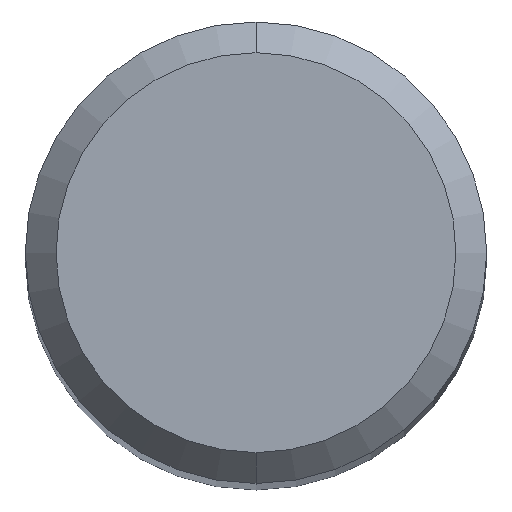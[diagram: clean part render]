
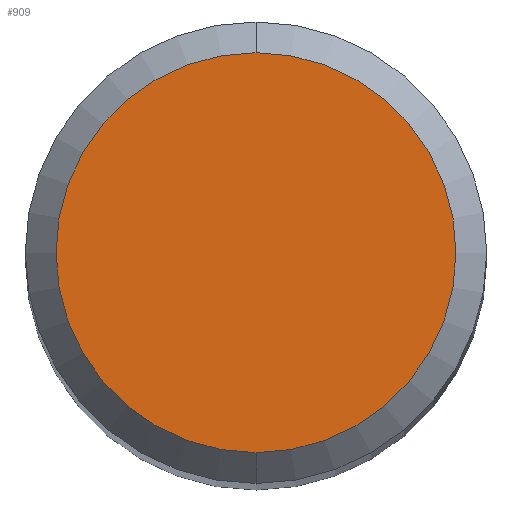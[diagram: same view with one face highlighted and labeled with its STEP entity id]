
A CAD part, top view. The second image highlights one B-rep face of the part: STEP entity #909.
In plain terms, the highlighted planar face has unit normal (0, 0, 1).
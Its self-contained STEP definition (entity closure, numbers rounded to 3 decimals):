
#479=VERTEX_POINT('',#1102);
#785=EDGE_CURVE('',#479,#827,#1437,.T.);
#827=VERTEX_POINT('',#1483);
#891=EDGE_CURVE('',#827,#479,#1553,.T.);
#909=ADVANCED_FACE('',(#1574),#1575,.T.);
#1102=CARTESIAN_POINT('',(0.,-2.6,0.0));
#1437=CIRCLE('',#6065,2.6);
#1483=CARTESIAN_POINT('',(0.0,2.6,0.0));
#1553=CIRCLE('',#6361,2.6);
#1574=FACE_OUTER_BOUND('',#6404,.T.);
#1575=PLANE('',#6405);
#6065=AXIS2_PLACEMENT_3D('',#7007,#7008,#7009);
#6361=AXIS2_PLACEMENT_3D('',#7120,#7121,#7122);
#6404=EDGE_LOOP('',(#7168,#7169));
#6405=AXIS2_PLACEMENT_3D('',#7170,#7171,#7172);
#7007=CARTESIAN_POINT('',(0.0,0.0,0.0));
#7008=DIRECTION('',(0.0,0.0,-1.0));
#7009=DIRECTION('',(0.0,1.0,0.0));
#7120=CARTESIAN_POINT('',(0.0,0.0,0.0));
#7121=DIRECTION('',(0.0,0.0,-1.0));
#7122=DIRECTION('',(0.0,1.0,0.0));
#7168=ORIENTED_EDGE('',*,*,#891,.F.);
#7169=ORIENTED_EDGE('',*,*,#785,.F.);
#7170=CARTESIAN_POINT('',(0.0,1.3,0.0));
#7171=DIRECTION('',(-0.0,0.0,1.0));
#7172=DIRECTION('',(0.0,-1.0,0.0));
